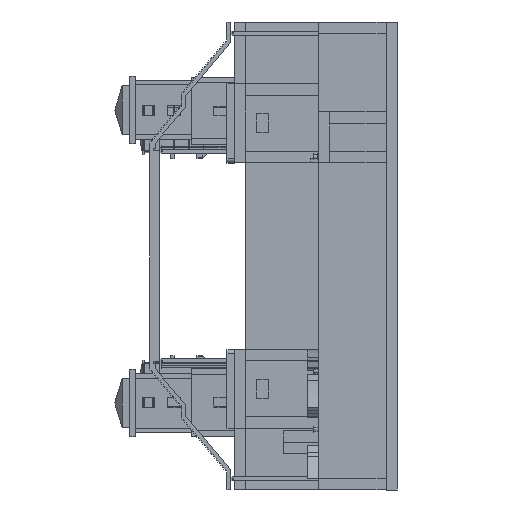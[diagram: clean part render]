
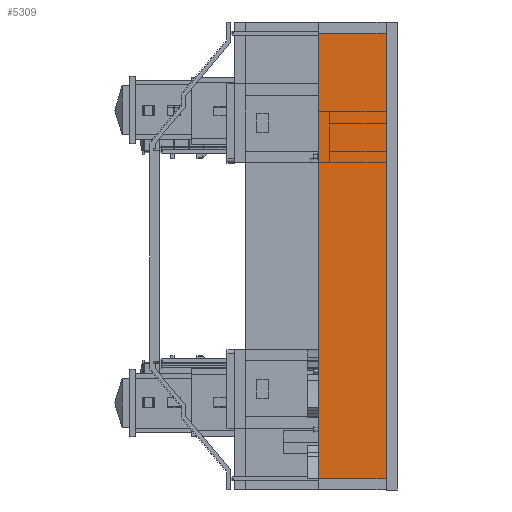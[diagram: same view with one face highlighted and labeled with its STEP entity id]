
A CAD part, left-side view. The second image highlights one B-rep face of the part: STEP entity #5309.
In plain terms, the highlighted planar face has unit normal (-1, 0, 0).
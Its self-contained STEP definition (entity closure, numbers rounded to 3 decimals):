
#5309=ADVANCED_FACE('',(#14357),#14359,.F.);
#14357=FACE_BOUND('',#14358,.T.);
#14358=EDGE_LOOP('',(#21660,#21661,#21662,#21663));
#14359=PLANE('',#14360);
#14360=AXIS2_PLACEMENT_3D('',#14361,#14362,#14363);
#14361=CARTESIAN_POINT('',(0.,0.,0.));
#14362=DIRECTION('',(1.,0.,0.));
#14363=DIRECTION('',(0.,0.,-1.));
#21660=ORIENTED_EDGE('',*,*,#27072,.F.);
#21661=ORIENTED_EDGE('',*,*,#27082,.F.);
#21662=ORIENTED_EDGE('',*,*,#27079,.F.);
#21663=ORIENTED_EDGE('',*,*,#27076,.F.);
#27072=EDGE_CURVE('',#29899,#29900,#29901,.T.);
#27076=EDGE_CURVE('',#29900,#29907,#29908,.T.);
#27079=EDGE_CURVE('',#29907,#29912,#29913,.T.);
#27082=EDGE_CURVE('',#29912,#29899,#29917,.T.);
#29899=VERTEX_POINT('',#34714);
#29900=VERTEX_POINT('',#34715);
#29901=LINE('',#34716,#34717);
#29907=VERTEX_POINT('',#34730);
#29908=LINE('',#34731,#34732);
#29912=VERTEX_POINT('',#34741);
#29913=LINE('',#34742,#34743);
#29917=LINE('',#34752,#34753);
#34714=CARTESIAN_POINT('',(0.,34.623,86.15));
#34715=CARTESIAN_POINT('',(0.,-1.377,86.15));
#34716=CARTESIAN_POINT('',(0.,34.623,86.15));
#34717=VECTOR('',#34718,1.);
#34718=DIRECTION('',(0.,-1.,0.));
#34730=CARTESIAN_POINT('',(0.,-1.377,-151.85));
#34731=CARTESIAN_POINT('',(0.,-1.377,86.15));
#34732=VECTOR('',#34733,1.);
#34733=DIRECTION('',(0.,0.,-1.));
#34741=CARTESIAN_POINT('',(0.,34.623,-151.85));
#34742=CARTESIAN_POINT('',(0.,-1.377,-151.85));
#34743=VECTOR('',#34744,1.);
#34744=DIRECTION('',(0.,1.,0.));
#34752=CARTESIAN_POINT('',(0.,34.623,-151.85));
#34753=VECTOR('',#34754,1.);
#34754=DIRECTION('',(0.,0.,1.));
